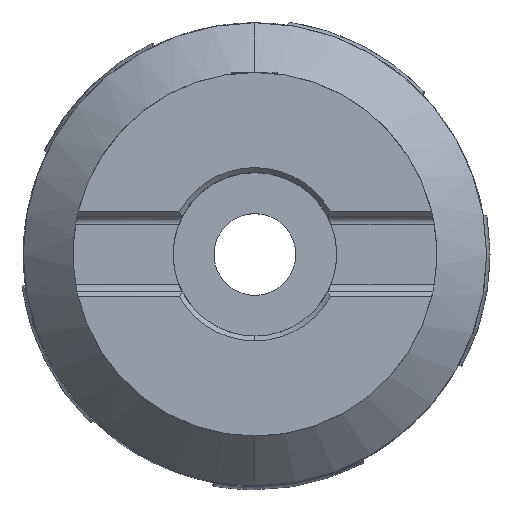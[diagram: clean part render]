
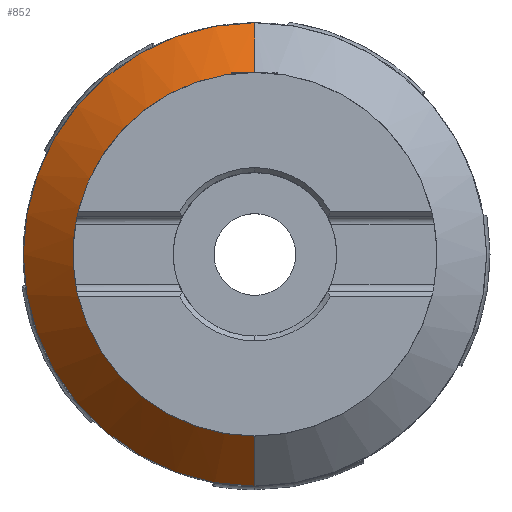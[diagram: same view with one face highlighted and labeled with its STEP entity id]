
A CAD part, top view. The second image highlights one B-rep face of the part: STEP entity #852.
In plain terms, the highlighted conical face has half-angle 45 degrees and reference radius 34.12 mm.
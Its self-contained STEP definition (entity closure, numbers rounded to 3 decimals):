
#572=VERTEX_POINT('',#1654);
#644=VERTEX_POINT('',#1730);
#668=VERTEX_POINT('',#1754);
#736=VERTEX_POINT('',#1830);
#750=EDGE_CURVE('',#644,#668,#1844,.T.);
#788=EDGE_CURVE('',#736,#1168,#1886,.T.);
#852=ADVANCED_FACE('',(#1953),#1954,.T.);
#874=EDGE_CURVE('',#668,#572,#1978,.T.);
#940=EDGE_CURVE('',#1168,#1144,#2048,.T.);
#1040=EDGE_CURVE('',#644,#1144,#2155,.T.);
#1144=VERTEX_POINT('',#2274);
#1168=VERTEX_POINT('',#2300);
#1266=EDGE_CURVE('',#572,#736,#2404,.T.);
#1654=CARTESIAN_POINT('',(-4.106,29.718,-10.0));
#1730=CARTESIAN_POINT('',(0.,-38.24,-18.24));
#1754=CARTESIAN_POINT('',(0.,-30.0,-10.0));
#1830=CARTESIAN_POINT('',(-3.865,30.0,-10.248));
#1844=LINE('',#3420,#3421);
#1886=(B_SPLINE_CURVE(2,(#3550,#3551,#3552,#3553,#3554),.UNSPECIFIED.,.F.,.F.)B_SPLINE_CURVE_WITH_KNOTS((3,2,3),(0.0,10.642,21.284),.UNSPECIFIED.)RATIONAL_B_SPLINE_CURVE((1.0,1.015,1.0,1.015,1.0))BOUNDED_CURVE()REPRESENTATION_ITEM('')GEOMETRIC_REPRESENTATION_ITEM()CURVE());
#1953=FACE_OUTER_BOUND('',#3807,.T.);
#1954=CONICAL_SURFACE('',#3808,34.12,0.785);
#1978=CIRCLE('',#3840,30.0);
#2048=LINE('',#4098,#4099);
#2155=CIRCLE('',#4467,38.24);
#2274=CARTESIAN_POINT('',(0.0,38.24,-18.24));
#2300=CARTESIAN_POINT('',(0.0,30.0,-10.0));
#2404=B_SPLINE_CURVE_WITH_KNOTS('',3,(#5135,#5136,#5137,#5138,#5139,#5140,#5141,#5142,#5143,#5144),.UNSPECIFIED.,.F.,.F.,(4,2,2,2,4),(0.0,0.934,1.868,2.802,3.736),.UNSPECIFIED.);
#3420=CARTESIAN_POINT('',(0.,-34.12,-14.12));
#3421=VECTOR('',#6349,1.0);
#3550=CARTESIAN_POINT('',(-10.459,30.0,-11.771));
#3551=CARTESIAN_POINT('',(-5.08,30.0,-10.0));
#3552=CARTESIAN_POINT('',(0.0,30.0,-10.0));
#3553=CARTESIAN_POINT('',(5.08,30.0,-10.0));
#3554=CARTESIAN_POINT('',(10.459,30.0,-11.771));
#3807=EDGE_LOOP('',(#6450,#6451,#6452,#6453,#6454,#6455));
#3808=AXIS2_PLACEMENT_3D('',#6456,#6457,#6458);
#3840=AXIS2_PLACEMENT_3D('',#6489,#6490,#6491);
#4098=CARTESIAN_POINT('',(0.,34.12,-14.12));
#4099=VECTOR('',#6551,1.0);
#4467=AXIS2_PLACEMENT_3D('',#6666,#6667,#6668);
#5135=CARTESIAN_POINT('',(-4.843,28.566,-8.973));
#5136=CARTESIAN_POINT('',(-4.735,28.782,-9.169));
#5137=CARTESIAN_POINT('',(-4.608,29.006,-9.369));
#5138=CARTESIAN_POINT('',(-4.315,29.451,-9.765));
#5139=CARTESIAN_POINT('',(-4.15,29.673,-9.961));
#5140=CARTESIAN_POINT('',(-3.783,30.098,-10.334));
#5141=CARTESIAN_POINT('',(-3.582,30.301,-10.511));
#5142=CARTESIAN_POINT('',(-3.15,30.677,-10.837));
#5143=CARTESIAN_POINT('',(-2.92,30.849,-10.986));
#5144=CARTESIAN_POINT('',(-2.68,31.0,-11.116));
#6349=DIRECTION('',(0.,0.707,0.707));
#6450=ORIENTED_EDGE('',*,*,#940,.T.);
#6451=ORIENTED_EDGE('',*,*,#1040,.F.);
#6452=ORIENTED_EDGE('',*,*,#750,.T.);
#6453=ORIENTED_EDGE('',*,*,#874,.T.);
#6454=ORIENTED_EDGE('',*,*,#1266,.T.);
#6455=ORIENTED_EDGE('',*,*,#788,.T.);
#6456=CARTESIAN_POINT('',(0.0,0.0,-14.12));
#6457=DIRECTION('',(0.0,-0.0,-1.0));
#6458=DIRECTION('',(0.0,1.0,0.0));
#6489=CARTESIAN_POINT('',(0.0,0.0,-10.0));
#6490=DIRECTION('',(0.0,0.0,-1.0));
#6491=DIRECTION('',(0.0,1.0,0.0));
#6551=DIRECTION('',(0.,0.707,-0.707));
#6666=CARTESIAN_POINT('',(0.0,0.0,-18.24));
#6667=DIRECTION('',(0.0,0.0,-1.0));
#6668=DIRECTION('',(0.0,1.0,0.0));
